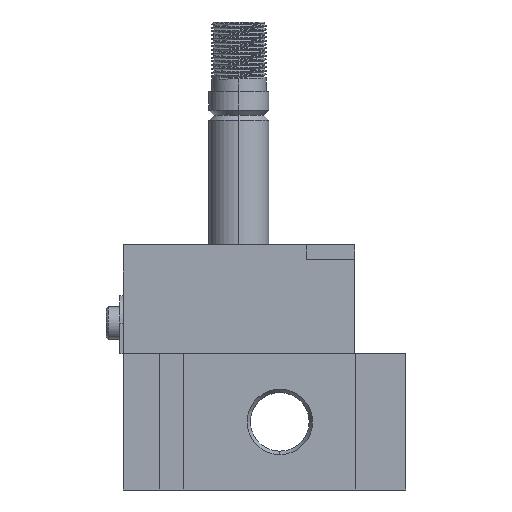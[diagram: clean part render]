
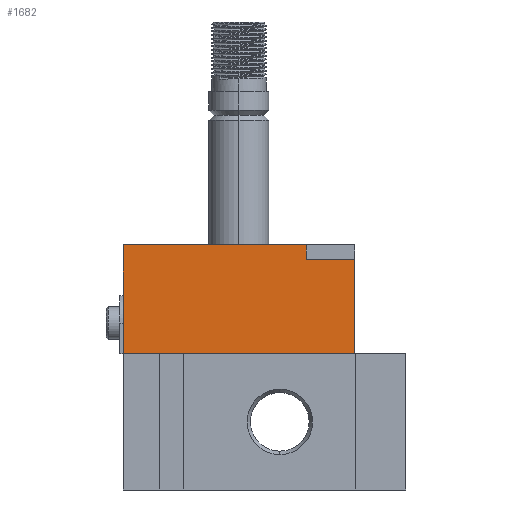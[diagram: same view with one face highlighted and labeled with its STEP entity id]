
A CAD part, left-side view. The second image highlights one B-rep face of the part: STEP entity #1682.
In plain terms, the highlighted face is planar.
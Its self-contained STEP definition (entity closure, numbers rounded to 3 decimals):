
#54 = VERTEX_POINT ( 'NONE', #291 ) ;
#119 = VERTEX_POINT ( 'NONE', #369 ) ;
#158 = VERTEX_POINT ( 'NONE', #166 ) ;
#166 = CARTESIAN_POINT ( 'NONE',  ( 11.5, 34., 0. ) ) ;
#290 = VERTEX_POINT ( 'NONE', #4858 ) ;
#291 = CARTESIAN_POINT ( 'NONE',  ( 11.5, 34., -16. ) ) ;
#292 = VERTEX_POINT ( 'NONE', #4857 ) ;
#369 = CARTESIAN_POINT ( 'NONE',  ( 11.5, 0., 0. ) ) ;
#374 = VERTEX_POINT ( 'NONE', #4796 ) ;
#1278 = EDGE_LOOP ( 'NONE', ( #4214, #4213, #3157, #3158, #3159, #3160 ) ) ;
#1682 = ADVANCED_FACE ( 'NONE', ( #7814 ), #3798, .T. ) ;
#2930 = EDGE_CURVE ( 'NONE', #119, #158, #7850, .T. ) ;
#2937 = EDGE_CURVE ( 'NONE', #292, #290, #7864, .T. ) ;
#2943 = EDGE_CURVE ( 'NONE', #290, #54, #7876, .T. ) ;
#2949 = EDGE_CURVE ( 'NONE', #54, #158, #7886, .T. ) ;
#2954 = EDGE_CURVE ( 'NONE', #374, #119, #7895, .T. ) ;
#3157 = ORIENTED_EDGE ( 'NONE', *, *, #2954, .F. ) ;
#3158 = ORIENTED_EDGE ( 'NONE', *, *, #6817, .T. ) ;
#3159 = ORIENTED_EDGE ( 'NONE', *, *, #2937, .T. ) ;
#3160 = ORIENTED_EDGE ( 'NONE', *, *, #2943, .T. ) ;
#3672 = DIRECTION ( 'NONE',  ( 0., 0., 1. ) ) ;
#3673 = CARTESIAN_POINT ( 'NONE',  ( 11.5, 0., -16. ) ) ;
#3684 = DIRECTION ( 'NONE',  ( 0., 0., 1. ) ) ;
#3685 = CARTESIAN_POINT ( 'NONE',  ( 11.5, 34., -16. ) ) ;
#3697 = DIRECTION ( 'NONE',  ( 0., 1., 0. ) ) ;
#3698 = CARTESIAN_POINT ( 'NONE',  ( 11.5, 34., -16. ) ) ;
#3709 = DIRECTION ( 'NONE',  ( 0., 0., -1. ) ) ;
#3710 = CARTESIAN_POINT ( 'NONE',  ( 11.5, 7.1, -13.85 ) ) ;
#3723 = DIRECTION ( 'NONE',  ( 0., 1., 0. ) ) ;
#3724 = CARTESIAN_POINT ( 'NONE',  ( 11.5, 34., 0. ) ) ;
#3795 = DIRECTION ( 'NONE',  ( 0., 1., 0. ) ) ;
#3796 = DIRECTION ( 'NONE',  ( 1., 0., 0. ) ) ;
#3797 = CARTESIAN_POINT ( 'NONE',  ( 11.5, 34., -16. ) ) ;
#3798 = PLANE ( 'NONE',  #6286 ) ;
#3875 = LINE ( 'NONE', #6935, #3877 ) ;
#3877 = VECTOR ( 'NONE', #6936, 1000. ) ;
#4213 = ORIENTED_EDGE ( 'NONE', *, *, #2930, .F. ) ;
#4214 = ORIENTED_EDGE ( 'NONE', *, *, #2949, .T. ) ;
#4796 = CARTESIAN_POINT ( 'NONE',  ( 11.5, 0., -13.85 ) ) ;
#4857 = CARTESIAN_POINT ( 'NONE',  ( 11.5, 7.1, -13.85 ) ) ;
#4858 = CARTESIAN_POINT ( 'NONE',  ( 11.5, 7.1, -16. ) ) ;
#6286 = AXIS2_PLACEMENT_3D ( 'NONE', #3797, #3796, #3795 ) ;
#6817 = EDGE_CURVE ( 'NONE', #374, #292, #3875, .T. ) ;
#6935 = CARTESIAN_POINT ( 'NONE',  ( 11.5, 34., -13.85 ) ) ;
#6936 = DIRECTION ( 'NONE',  ( 0., 1., 0. ) ) ;
#7814 = FACE_OUTER_BOUND ( 'NONE', #1278, .T. ) ;
#7850 = LINE ( 'NONE', #3724, #7851 ) ;
#7851 = VECTOR ( 'NONE', #3723, 1000. ) ;
#7864 = LINE ( 'NONE', #3710, #7865 ) ;
#7865 = VECTOR ( 'NONE', #3709, 1000. ) ;
#7876 = LINE ( 'NONE', #3698, #7877 ) ;
#7877 = VECTOR ( 'NONE', #3697, 1000. ) ;
#7886 = LINE ( 'NONE', #3685, #7888 ) ;
#7888 = VECTOR ( 'NONE', #3684, 1000. ) ;
#7895 = LINE ( 'NONE', #3673, #7896 ) ;
#7896 = VECTOR ( 'NONE', #3672, 1000. ) ;
